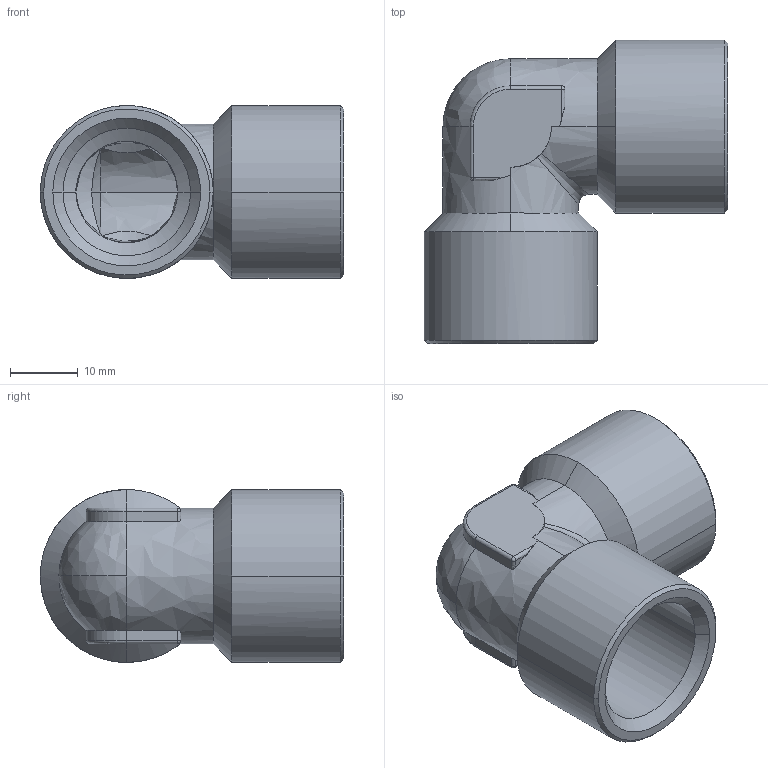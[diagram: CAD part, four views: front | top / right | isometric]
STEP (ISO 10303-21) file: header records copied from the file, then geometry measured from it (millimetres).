
FILE_DESCRIPTION (( 'STEP AP214' ), '1' );
FILE_NAME ('DRF.FF04_L_IC.STEP', '2018-09-05T07:02:20', ( '' ), ( '' ), 'SwSTEP 2.0', 'SolidWorks 2018', '' );
FILE_SCHEMA (( 'AUTOMOTIVE_DESIGN' ));
Length unit declared in the file: millimetre
Products named in the file (1): DRF.FF04_L_IC
Bounding box: 44.75 x 44.75 x 25.5 mm (x, y, z)
Volume: 12453.3 mm3; surface area: 8612.4 mm2
Topology: 1 solids, 1 shells, 84 faces, 194 edges, 106 vertices
Faces by surface type: bspline 84
Entity records: 3749 total; most frequent: CARTESIAN_POINT 2648, ORIENTED_EDGE 376, EDGE_CURVE 188, B_SPLINE_CURVE_WITH_KNOTS 118, VERTEX_POINT 106, EDGE_LOOP 86, ADVANCED_FACE 84, FACE_OUTER_BOUND 84
